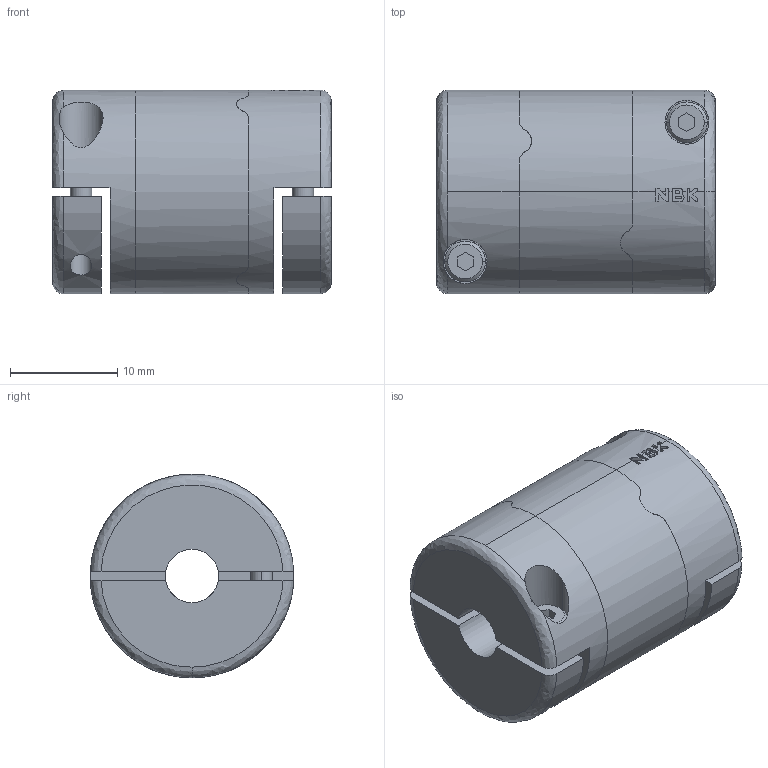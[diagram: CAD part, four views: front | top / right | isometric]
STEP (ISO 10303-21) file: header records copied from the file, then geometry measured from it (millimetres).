
FILE_DESCRIPTION (( 'STEP AP203' ), '1' );
FILE_NAME ('LAHP-33-CPL-N17.step', '2020-12-09T22:36:16', ( '' ), ( '' ), 'SwSTEP 2.0', 'SolidWorks 2019', '' );
FILE_SCHEMA (( 'CONFIG_CONTROL_DESIGN' ));
Length unit declared in the file: inch
Products named in the file (1): LAHP-33-CPL-N17
Bounding box: 26 x 19 x 19 mm (x, y, z)
Volume: 6366.7 mm3; surface area: 4494 mm2
Topology: 3 solids, 3 shells, 159 faces, 414 edges, 273 vertices
Faces by surface type: plane 89, cylinder 56, cone 8, bspline 6
Entity records: 5576 total; most frequent: CARTESIAN_POINT 1653, ORIENTED_EDGE 828, DIRECTION 773, EDGE_CURVE 414, AXIS2_PLACEMENT_3D 277, VERTEX_POINT 273, LINE 219, VECTOR 219
